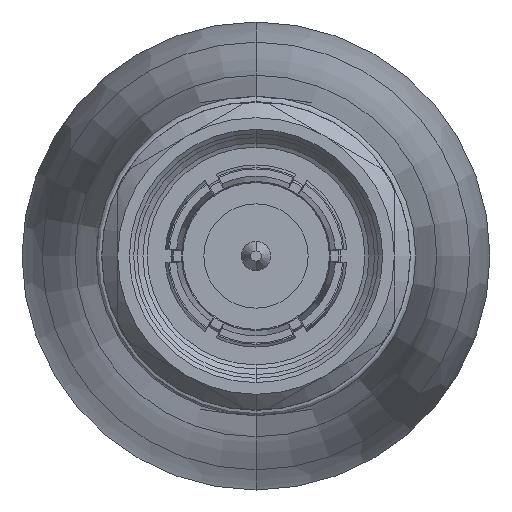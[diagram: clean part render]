
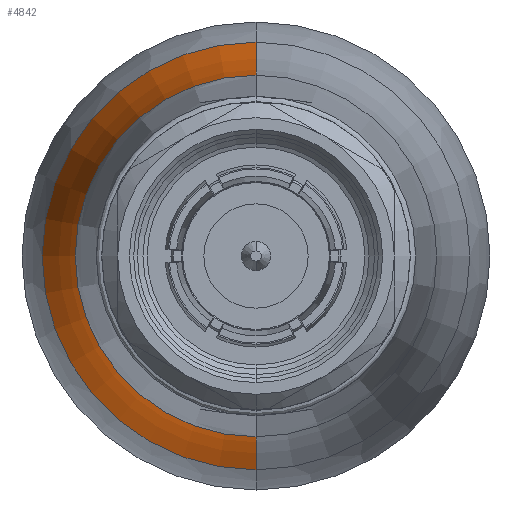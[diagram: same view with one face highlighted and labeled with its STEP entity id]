
A CAD part, left-side view. The second image highlights one B-rep face of the part: STEP entity #4842.
In plain terms, the highlighted toroidal (fillet/blend) face has major radius 58.467 mm and minor radius 50 mm.
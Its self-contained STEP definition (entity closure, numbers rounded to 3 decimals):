
#54 = CARTESIAN_POINT ( 'NONE',  ( 44.697, 0., 58.467 ) ) ;
#120 = DIRECTION ( 'NONE',  ( 1., 0., 0. ) ) ;
#176 = CARTESIAN_POINT ( 'NONE',  ( 44.697, 0., -58.467 ) ) ;
#215 = AXIS2_PLACEMENT_3D ( 'NONE', #821, #2403, #1608 ) ;
#242 = CIRCLE ( 'NONE', #3077, 50. ) ;
#352 = ORIENTED_EDGE ( 'NONE', *, *, #3467, .F. ) ;
#821 = CARTESIAN_POINT ( 'NONE',  ( 46.442, 0., 0. ) ) ;
#996 = ORIENTED_EDGE ( 'NONE', *, *, #3739, .F. ) ;
#1012 = FACE_OUTER_BOUND ( 'NONE', #3881, .T. ) ;
#1242 = CARTESIAN_POINT ( 'NONE',  ( 57.178, 0., 0. ) ) ;
#1315 = VERTEX_POINT ( 'NONE', #4846 ) ;
#1565 = CARTESIAN_POINT ( 'NONE',  ( 46.442, 0., -8.498 ) ) ;
#1608 = DIRECTION ( 'NONE',  ( 0., 0., 1. ) ) ;
#1826 = CARTESIAN_POINT ( 'NONE',  ( 44.697, 0., 0. ) ) ;
#2104 = CIRCLE ( 'NONE', #3005, 10.05 ) ;
#2299 = AXIS2_PLACEMENT_3D ( 'NONE', #54, #3590, #120 ) ;
#2359 = ORIENTED_EDGE ( 'NONE', *, *, #3811, .T. ) ;
#2403 = DIRECTION ( 'NONE',  ( -1., 0., 0. ) ) ;
#2580 = DIRECTION ( 'NONE',  ( 0., 0., 1. ) ) ;
#2699 = ORIENTED_EDGE ( 'NONE', *, *, #3677, .T. ) ;
#2801 = CARTESIAN_POINT ( 'NONE',  ( 57.178, 0., -10.05 ) ) ;
#3005 = AXIS2_PLACEMENT_3D ( 'NONE', #1242, #3187, #4643 ) ;
#3048 = VERTEX_POINT ( 'NONE', #2801 ) ;
#3077 = AXIS2_PLACEMENT_3D ( 'NONE', #176, #4735, #4419 ) ;
#3187 = DIRECTION ( 'NONE',  ( -1., 0., 0. ) ) ;
#3204 = CIRCLE ( 'NONE', #215, 8.498 ) ;
#3372 = CARTESIAN_POINT ( 'NONE',  ( 57.178, 0., 10.05 ) ) ;
#3467 = EDGE_CURVE ( 'NONE', #3736, #3048, #242, .T. ) ;
#3590 = DIRECTION ( 'NONE',  ( 0., -1., 0. ) ) ;
#3616 = AXIS2_PLACEMENT_3D ( 'NONE', #1826, #4901, #2580 ) ;
#3677 = EDGE_CURVE ( 'NONE', #4105, #3048, #2104, .T. ) ;
#3736 = VERTEX_POINT ( 'NONE', #1565 ) ;
#3739 = EDGE_CURVE ( 'NONE', #1315, #3736, #3204, .T. ) ;
#3811 = EDGE_CURVE ( 'NONE', #1315, #4105, #4064, .T. ) ;
#3881 = EDGE_LOOP ( 'NONE', ( #352, #996, #2359, #2699 ) ) ;
#4064 = CIRCLE ( 'NONE', #2299, 50. ) ;
#4105 = VERTEX_POINT ( 'NONE', #3372 ) ;
#4419 = DIRECTION ( 'NONE',  ( 0., 0., 1. ) ) ;
#4643 = DIRECTION ( 'NONE',  ( 0., 0., 1. ) ) ;
#4725 = TOROIDAL_SURFACE ( 'NONE', #3616, 58.467, 50. ) ;
#4735 = DIRECTION ( 'NONE',  ( 0., 1., 0. ) ) ;
#4842 = ADVANCED_FACE ( 'NONE', ( #1012 ), #4725, .F. ) ;
#4846 = CARTESIAN_POINT ( 'NONE',  ( 46.442, 0., 8.498 ) ) ;
#4901 = DIRECTION ( 'NONE',  ( -1., 0., 0. ) ) ;
